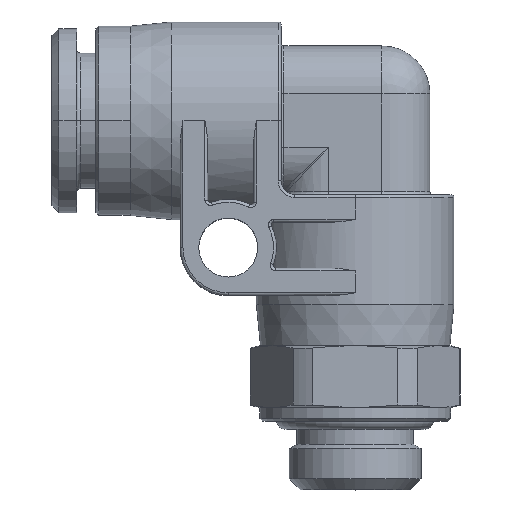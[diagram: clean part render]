
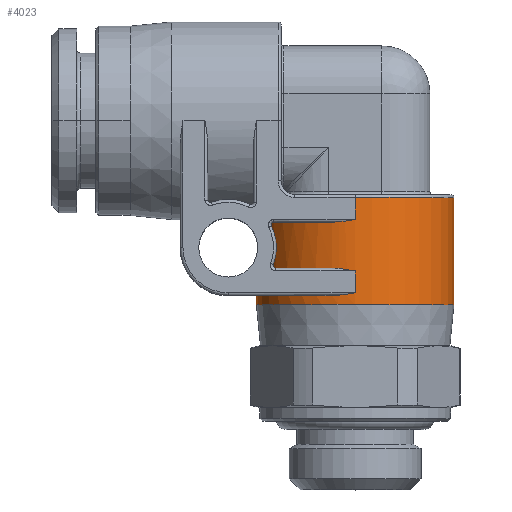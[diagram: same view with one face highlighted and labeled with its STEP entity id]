
A CAD part, top view. The second image highlights one B-rep face of the part: STEP entity #4023.
In plain terms, the highlighted cylindrical face has radius 7.2 mm (diameter 14.4 mm), a partial arc.
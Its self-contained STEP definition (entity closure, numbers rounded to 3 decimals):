
#115=DIRECTION('',(0.,1.,0.));
#116=VECTOR('',#115,1.6);
#117=CARTESIAN_POINT('',(0.,-7.2,7.2));
#118=LINE('',#117,#116);
#142=DIRECTION('',(0.,1.,0.));
#143=VECTOR('',#142,1.6);
#144=CARTESIAN_POINT('',(0.,-12.55,7.2));
#145=LINE('',#144,#143);
#863=DIRECTION('',(0.,-1.,0.));
#864=VECTOR('',#863,0.65);
#865=CARTESIAN_POINT('',(-7.2,-12.75,0.));
#866=LINE('',#865,#864);
#867=DIRECTION('',(0.,-1.,0.));
#868=VECTOR('',#867,7.8);
#869=CARTESIAN_POINT('',(7.2,-5.6,0.));
#870=LINE('',#869,#868);
#920=CARTESIAN_POINT('',(0.,-10.75,0.));
#921=DIRECTION('',(0.,1.,0.));
#922=DIRECTION('',(-0.804,0.,0.595));
#923=AXIS2_PLACEMENT_3D('',#920,#921,#922);
#934=CARTESIAN_POINT('',(-1.685,-10.75,7.));
#935=CARTESIAN_POINT('',(-1.564,-10.75,7.029));
#936=CARTESIAN_POINT('',(-1.313,-10.762,7.083));
#937=CARTESIAN_POINT('',(-0.907,-10.807,
7.147));
#938=CARTESIAN_POINT('',(-0.471,-10.872,
7.189));
#939=CARTESIAN_POINT('',(-0.16,-10.923,7.2));
#940=CARTESIAN_POINT('',(0.,-10.95,7.2));
#962=CARTESIAN_POINT('',(0.,-7.2,7.2));
#963=CARTESIAN_POINT('',(-0.069,-7.211,7.2));
#964=CARTESIAN_POINT('',(-0.206,-7.234,
7.198));
#965=CARTESIAN_POINT('',(-0.413,-7.268,
7.189));
#966=CARTESIAN_POINT('',(-0.619,-7.3,
7.174));
#967=CARTESIAN_POINT('',(-0.826,-7.33,
7.154));
#968=CARTESIAN_POINT('',(-1.03,-7.356,7.127));
#969=CARTESIAN_POINT('',(-1.238,-7.378,7.094));
#970=CARTESIAN_POINT('',(-1.453,-7.395,7.053));
#971=CARTESIAN_POINT('',(-1.607,-7.4,7.019));
#972=CARTESIAN_POINT('',(-1.685,-7.4,7.));
#978=CARTESIAN_POINT('',(0.,-7.4,0.));
#979=DIRECTION('',(0.,1.,0.));
#980=DIRECTION('',(-0.825,0.,0.565));
#981=AXIS2_PLACEMENT_3D('',#978,#979,#980);
#1000=CARTESIAN_POINT('',(0.,-5.6,0.));
#1001=DIRECTION('',(0.,1.,0.));
#1002=DIRECTION('',(0.,0.,1.));
#1003=AXIS2_PLACEMENT_3D('',#1000,#1001,#1002);
#1005=CARTESIAN_POINT('',(-5.786,-10.75,4.285));
#1006=CARTESIAN_POINT('',(-5.808,-10.75,4.256));
#1007=CARTESIAN_POINT('',(-5.848,-10.743,
4.2));
#1008=CARTESIAN_POINT('',(-5.902,-10.717,
4.125));
#1009=CARTESIAN_POINT('',(-5.946,-10.675,
4.06));
#1010=CARTESIAN_POINT('',(-5.978,-10.619,
4.013));
#1011=CARTESIAN_POINT('',(-5.99,-10.547,
3.995));
#1012=CARTESIAN_POINT('',(-5.982,-10.502,
4.008));
#1013=CARTESIAN_POINT('',(-5.973,-10.48,
4.02));
#1015=CARTESIAN_POINT('',(-6.117,-7.689,
3.797));
#1016=CARTESIAN_POINT('',(-6.129,-7.666,
3.779));
#1017=CARTESIAN_POINT('',(-6.143,-7.621,
3.756));
#1018=CARTESIAN_POINT('',(-6.133,-7.535,
3.772));
#1019=CARTESIAN_POINT('',(-6.1,-7.479,
3.824));
#1020=CARTESIAN_POINT('',(-6.063,-7.441,
3.883));
#1021=CARTESIAN_POINT('',(-6.022,-7.417,
3.946));
#1022=CARTESIAN_POINT('',(-5.981,-7.403,
4.009));
#1023=CARTESIAN_POINT('',(-5.952,-7.4,4.051));
#1024=CARTESIAN_POINT('',(-5.938,-7.4,4.071));
#1031=CARTESIAN_POINT('',(0.,-13.4,0.));
#1032=DIRECTION('',(0.,1.,0.));
#1033=DIRECTION('',(-1.,0.,0.));
#1034=AXIS2_PLACEMENT_3D('',#1031,#1032,#1033);
#1945=CARTESIAN_POINT('',(0.,-12.75,0.));
#1946=DIRECTION('',(0.,1.,0.));
#1947=DIRECTION('',(-1.,0.,0.));
#1948=AXIS2_PLACEMENT_3D('',#1945,#1946,#1947);
#1968=CARTESIAN_POINT('',(0.,-12.55,7.2));
#1969=CARTESIAN_POINT('',(-0.069,-12.561,7.2));
#1970=CARTESIAN_POINT('',(-0.206,-12.584,
7.198));
#1971=CARTESIAN_POINT('',(-0.413,-12.618,
7.189));
#1972=CARTESIAN_POINT('',(-0.619,-12.65,
7.174));
#1973=CARTESIAN_POINT('',(-0.826,-12.68,
7.154));
#1974=CARTESIAN_POINT('',(-1.03,-12.706,
7.127));
#1975=CARTESIAN_POINT('',(-1.238,-12.728,
7.094));
#1976=CARTESIAN_POINT('',(-1.453,-12.745,
7.053));
#1977=CARTESIAN_POINT('',(-1.607,-12.75,7.019));
#1978=CARTESIAN_POINT('',(-1.685,-12.75,7.));
#2000=CARTESIAN_POINT('',(-6.117,-7.689,
3.797));
#2001=CARTESIAN_POINT('',(-6.034,-7.856,
3.931));
#2002=CARTESIAN_POINT('',(-5.892,-8.209,
4.142));
#2003=CARTESIAN_POINT('',(-5.766,-8.775,
4.312));
#2004=CARTESIAN_POINT('',(-5.736,-9.355,
4.352));
#2005=CARTESIAN_POINT('',(-5.801,-9.932,
4.266));
#2006=CARTESIAN_POINT('',(-5.906,-10.302,
4.119));
#2007=CARTESIAN_POINT('',(-5.973,-10.48,
4.02));
#2317=CARTESIAN_POINT('',(-7.2,-13.4,0.));
#2318=CARTESIAN_POINT('',(7.2,-13.4,0.));
#2319=VERTEX_POINT('',#2317);
#2320=VERTEX_POINT('',#2318);
#2383=VERTEX_POINT('',#1005);
#2384=VERTEX_POINT('',#1013);
#2389=VERTEX_POINT('',#1015);
#2390=VERTEX_POINT('',#1024);
#2407=CARTESIAN_POINT('',(7.2,-5.6,0.));
#2408=VERTEX_POINT('',#2407);
#2410=CARTESIAN_POINT('',(-1.685,-12.75,7.));
#2412=VERTEX_POINT('',#2410);
#2414=CARTESIAN_POINT('',(0.,-12.55,7.2));
#2416=VERTEX_POINT('',#2414);
#2426=CARTESIAN_POINT('',(-1.685,-7.4,7.));
#2428=VERTEX_POINT('',#2426);
#2430=CARTESIAN_POINT('',(0.,-7.2,7.2));
#2432=VERTEX_POINT('',#2430);
#2445=CARTESIAN_POINT('',(0.,-10.95,7.2));
#2446=VERTEX_POINT('',#2445);
#2447=CARTESIAN_POINT('',(-1.685,-10.75,7.));
#2448=VERTEX_POINT('',#2447);
#2549=CARTESIAN_POINT('',(0.,-5.6,7.2));
#2550=VERTEX_POINT('',#2549);
#2727=CARTESIAN_POINT('',(-7.2,-12.75,0.));
#2728=VERTEX_POINT('',#2727);
#3995=CARTESIAN_POINT('',(0.,-16.95,0.));
#3996=DIRECTION('',(0.,1.,0.));
#3997=DIRECTION('',(1.,0.,0.));
#3998=AXIS2_PLACEMENT_3D('',#3995,#3996,#3997);
#3999=CYLINDRICAL_SURFACE('',#3998,7.2);
#4000=ORIENTED_EDGE('',*,*,#2900,.T.);
#4001=ORIENTED_EDGE('',*,*,#3085,.T.);
#4002=ORIENTED_EDGE('',*,*,#3799,.T.);
#4004=ORIENTED_EDGE('',*,*,#4003,.F.);
#4005=ORIENTED_EDGE('',*,*,#3795,.F.);
#4007=ORIENTED_EDGE('',*,*,#4006,.T.);
#4009=ORIENTED_EDGE('',*,*,#4008,.F.);
#4010=ORIENTED_EDGE('',*,*,#2912,.T.);
#4011=ORIENTED_EDGE('',*,*,#3909,.F.);
#4012=ORIENTED_EDGE('',*,*,#3883,.F.);
#4014=ORIENTED_EDGE('',*,*,#4013,.T.);
#4016=ORIENTED_EDGE('',*,*,#4015,.F.);
#4018=ORIENTED_EDGE('',*,*,#4017,.T.);
#4019=ORIENTED_EDGE('',*,*,#3976,.T.);
#4020=ORIENTED_EDGE('',*,*,#3965,.F.);
#4021=EDGE_LOOP('',(#4000,#4001,#4002,#4004,#4005,#4007,#4009,#4010,#4011,#4012,
#4014,#4016,#4018,#4019,#4020));
#4022=FACE_OUTER_BOUND('',#4021,.F.);
#4023=ADVANCED_FACE('',(#4022),#3999,.T.);
#924=CIRCLE('',#923,7.2);
#941=B_SPLINE_CURVE_WITH_KNOTS('',3,(#934,#935,#936,#937,#938,#939,#940),
.UNSPECIFIED.,.F.,.F.,(4,1,1,1,4),(0.,0.25,0.5,0.75,1.),
.UNSPECIFIED.);
#973=B_SPLINE_CURVE_WITH_KNOTS('',3,(#962,#963,#964,#965,#966,#967,#968,#969,
#970,#971,#972),.UNSPECIFIED.,.F.,.F.,(4,1,1,1,1,1,1,1,4),(0.,0.125,0.25,
0.375,0.5,0.625,0.75,0.875,1.),.UNSPECIFIED.);
#982=CIRCLE('',#981,7.2);
#1004=CIRCLE('',#1003,7.2);
#1014=B_SPLINE_CURVE_WITH_KNOTS('',3,(#1005,#1006,#1007,#1008,#1009,#1010,#1011,
#1012,#1013),.UNSPECIFIED.,.F.,.F.,(4,1,1,1,1,1,4),(0.,0.167,
0.333,0.5,0.667,0.833,1.),
.UNSPECIFIED.);
#1025=B_SPLINE_CURVE_WITH_KNOTS('',3,(#1015,#1016,#1017,#1018,#1019,#1020,#1021,
#1022,#1023,#1024),.UNSPECIFIED.,.F.,.F.,(4,1,1,1,1,1,1,4),(0.,
0.143,0.286,0.429,0.571,
0.714,0.857,1.),.UNSPECIFIED.);
#1035=CIRCLE('',#1034,7.2);
#1949=CIRCLE('',#1948,7.2);
#1979=B_SPLINE_CURVE_WITH_KNOTS('',3,(#1968,#1969,#1970,#1971,#1972,#1973,#1974,
#1975,#1976,#1977,#1978),.UNSPECIFIED.,.F.,.F.,(4,1,1,1,1,1,1,1,4),(0.,
0.125,0.25,0.375,0.5,0.625,0.75,0.875,1.),.UNSPECIFIED.);
#2008=B_SPLINE_CURVE_WITH_KNOTS('',3,(#2000,#2001,#2002,#2003,#2004,#2005,#2006,
#2007),.UNSPECIFIED.,.F.,.F.,(4,1,1,1,1,4),(0.,0.2,0.4,0.6,0.8,1.),
.UNSPECIFIED.);
#2900=EDGE_CURVE('',#2432,#2550,#118,.T.);
#2912=EDGE_CURVE('',#2416,#2446,#145,.T.);
#3085=EDGE_CURVE('',#2550,#2408,#1004,.T.);
#3795=EDGE_CURVE('',#2728,#2319,#866,.T.);
#3799=EDGE_CURVE('',#2408,#2320,#870,.T.);
#3883=EDGE_CURVE('',#2383,#2448,#924,.T.);
#3909=EDGE_CURVE('',#2448,#2446,#941,.T.);
#3965=EDGE_CURVE('',#2432,#2428,#973,.T.);
#3976=EDGE_CURVE('',#2390,#2428,#982,.T.);
#4003=EDGE_CURVE('',#2319,#2320,#1035,.T.);
#4006=EDGE_CURVE('',#2728,#2412,#1949,.T.);
#4008=EDGE_CURVE('',#2416,#2412,#1979,.T.);
#4013=EDGE_CURVE('',#2383,#2384,#1014,.T.);
#4015=EDGE_CURVE('',#2389,#2384,#2008,.T.);
#4017=EDGE_CURVE('',#2389,#2390,#1025,.T.);
